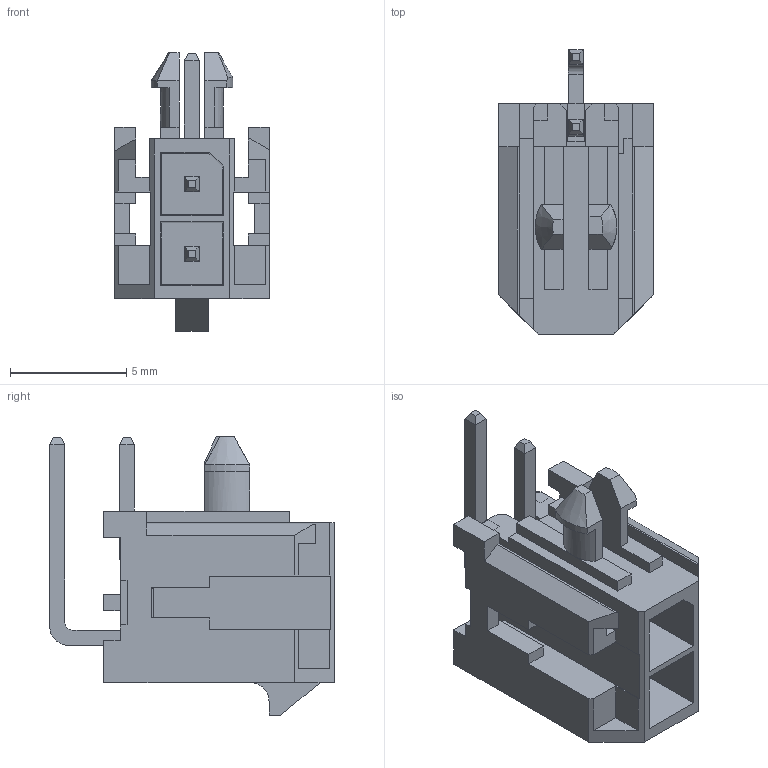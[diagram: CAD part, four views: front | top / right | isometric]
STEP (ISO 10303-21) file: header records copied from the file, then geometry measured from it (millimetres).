
FILE_DESCRIPTION((''),'2;1');
FILE_NAME('10132449-02XXXLFC','2015-02-25T',('taik'),('FCI - ELX Division'),'PRO/ENGINEER BY PARAMETRIC TECHNOLOGY CORPORATION, 2013150','PRO/ENGINEER BY PARAMETRIC TECHNOLOGY CORPORATION, 2013150','');
FILE_SCHEMA(('CONFIG_CONTROL_DESIGN'));
Length unit declared in the file: millimetre
Products named in the file (1): 10132449-02XXXLFC
Bounding box: 6.65 x 12.22 x 11.96 mm (x, y, z)
Volume: 242 mm3; surface area: 764.8 mm2
Topology: 1 solids, 1 shells, 294 faces, 845 edges, 552 vertices
Faces by surface type: plane 283, cylinder 9, cone 2
Entity records: 9463 total; most frequent: CARTESIAN_POINT 1711, ORIENTED_EDGE 1690, DIRECTION 1450, EDGE_CURVE 845, VECTOR 818, LINE 818, VERTEX_POINT 552, AXIS2_PLACEMENT_3D 316
